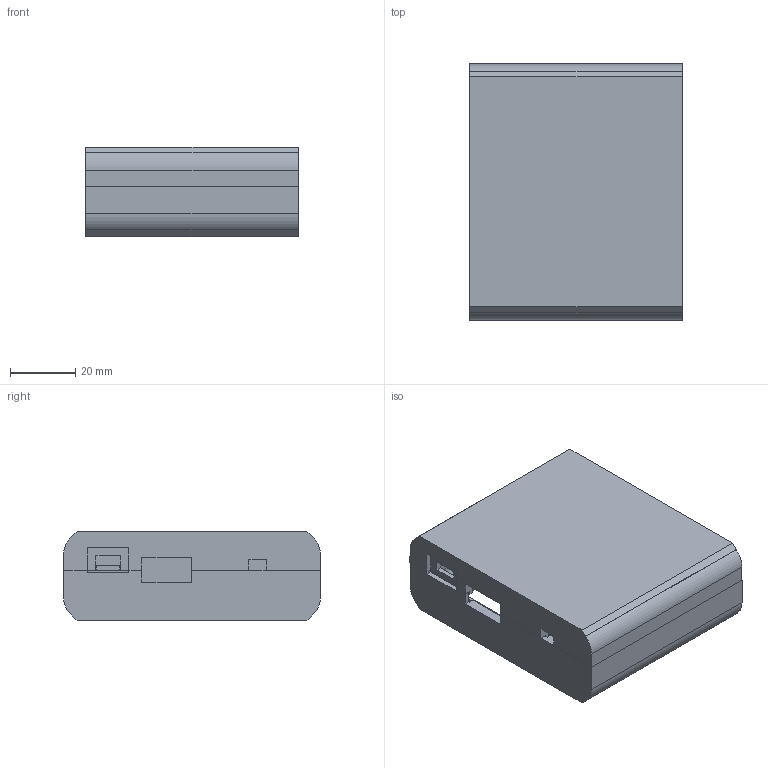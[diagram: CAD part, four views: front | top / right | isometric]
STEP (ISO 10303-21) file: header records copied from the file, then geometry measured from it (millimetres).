
FILE_DESCRIPTION(/* description */ (''),/* implementation_level */ '2;1');
FILE_NAME(/* name */ 'Anker_Blue_2L 6-1 no battery 19-11-22 v3.step',/* time_stamp */ '2019-11-23T10:39:22-07:00',/* author */ (''),/* organization */ (''),/* preprocessor_version */ 'ST-DEVELOPER v18',/* originating_system */ 'Autodesk Translation Framework v8.12.0.6',/* authorisation */ '');
FILE_SCHEMA (('AUTOMOTIVE_DESIGN { 1 0 10303 214 3 1 1 }'));
Length unit declared in the file: millimetre
Products named in the file (2): Anker_Blue_2L; Case HS Blue No Battery
Assembly tree (1 placements, depth 2):
  Anker_Blue_2L
    Case HS Blue No Battery
Bounding box: 65.32 x 78.74 x 27.35 mm (x, y, z)
Volume: 33725.8 mm3; surface area: 39609.9 mm2
Topology: 2 solids, 2 shells, 482 faces, 1332 edges, 880 vertices
Faces by surface type: plane 437, cylinder 39, cone 4, torus 2
Full cylindrical faces by diameter (mm): 2.8 x5, 5.6 x2, 6 x4
Entity records: 15318 total; most frequent: CARTESIAN_POINT 2859, ORIENTED_EDGE 2664, DIRECTION 2386, EDGE_CURVE 1332, LINE 1216, VECTOR 1216, VERTEX_POINT 880, AXIS2_PLACEMENT_3D 585
